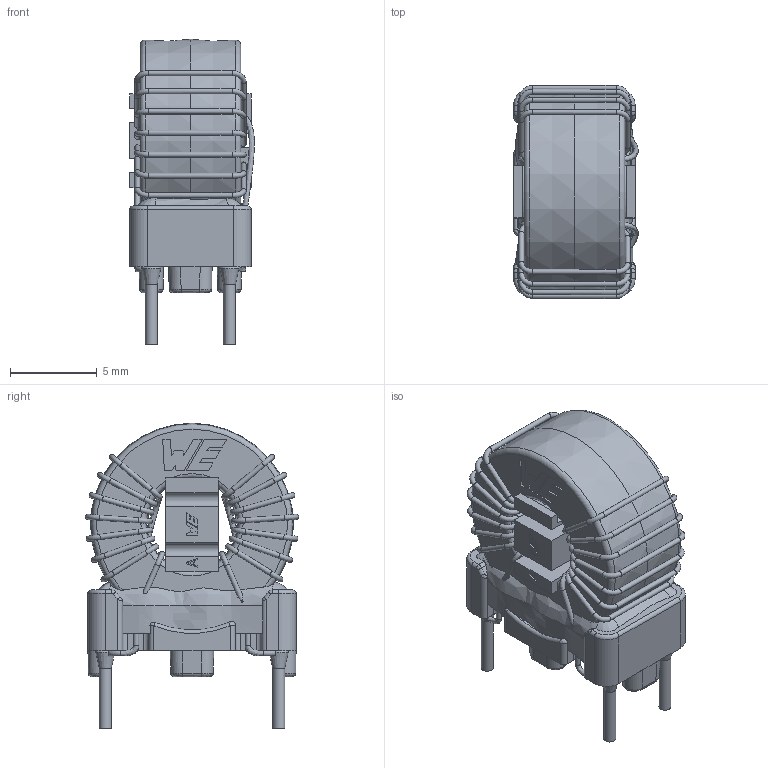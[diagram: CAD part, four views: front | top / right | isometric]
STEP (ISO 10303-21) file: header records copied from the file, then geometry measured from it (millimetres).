
FILE_DESCRIPTION(('STEP AP214'),'1');
FILE_NAME('L_Wurth_WE-CMBNC-TypeXS_L7.5W14H16.step','2025-04-07T07:04:31',(' '),('ANSOFT Corporation'),'Spatial InterOp 3D',' ',' ');
FILE_SCHEMA(('AUTOMOTIVE_DESIGN { 1 0 10303 214 1 1 1 1 }'));
Length unit declared in the file: millimetre
Products named in the file (1): Solderpoint
Bounding box: 7.18 x 12.29 x 17.61 mm (x, y, z)
Volume: 791.2 mm3; surface area: 2501.3 mm2
Topology: 13 solids, 13 shells, 555 faces, 1335 edges, 821 vertices
Faces by surface type: plane 191, cylinder 179, torus 81, bspline 71, revolution 20, cone 10, extrusion 2, sphere 1
Full cylindrical faces by diameter (mm): 0.3 x70, 0.7 x4, 6.1 x2, 6.5 x1, 9.8 x1, 10.2 x2, 11 x2
Entity records: 31751 total; most frequent: CARTESIAN_POINT 12623, ORIENTED_EDGE 2204, DIRECTION 1996, STYLED_ITEM 1288, PRESENTATION_STYLE_ASSIGNMENT 1288, COLOUR_RGB 1288, EDGE_CURVE 1102, AXIS2_PLACEMENT_3D 789
